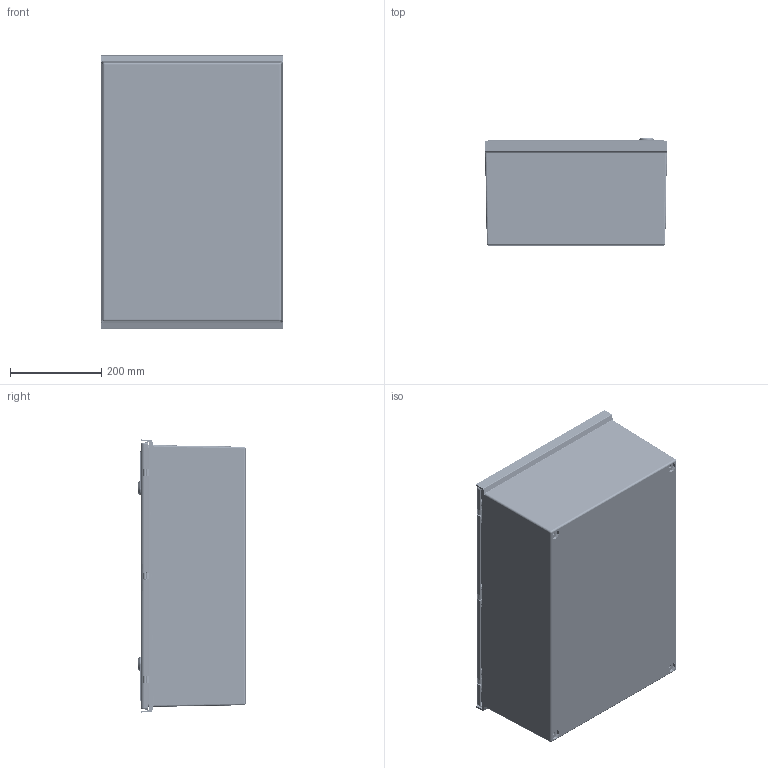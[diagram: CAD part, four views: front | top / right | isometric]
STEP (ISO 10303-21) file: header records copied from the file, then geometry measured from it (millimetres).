
FILE_DESCRIPTION((''),'2;1');
FILE_NAME('NGRW406023_NFL1_ASM','2016-11-28T',('kjell_andersson'),(''),'CREO PARAMETRIC BY PTC INC, 2015290','CREO PARAMETRIC BY PTC INC, 2015290','');
FILE_SCHEMA(('AUTOMOTIVE_DESIGN { 1 0 10303 214 1 1 1 1 }'));
Products named in the file (27): NGRP406023_BASE; CUBO_N_SCREW_4X13; HINGE_BASE; CUBO_N_HINGE_BASE_ASM; NGRW406023_LID; NGRP406023_LID_GASKET; HINGE_LID; HINGE_LID_SCREW_5X10; CUBO_N_HINGE_LID_ASM; MOUNTING_SC_SPRING_WASHER; MOUNTING_SCREW_MAIN; MOUNTING_SCREW_HEAD; MOUNTING_SC_M6_SUBASM_ASM; MOUNTING_SC_NUT_M6; MOUNTING_SCREW_M6_ASM_ASM; CUBO_N_LOCK_PART1; CUBO_N_LOCK_LATCH; CUBO_N_LOCK_PART2; CUBO_N_LOCK_FRAME; CUBO_N_LOCK_INSERT; CUBO_N_LOCK_NUT; CUBO_N_LOCK_PART4; CUBO_N_LOCK_ASM; NGRW406023_WINDOW; NGRW406023_SUB_ASM; NGRW406023_ASM; NGRW406023_NFL1_ASM
Assembly tree (38 placements, depth 6):
  NGRW406023_NFL1_ASM
    NGRW406023_ASM
      NGRW406023_SUB_ASM
        NGRP406023_BASE
        CUBO_N_HINGE_BASE_ASM  x3
          CUBO_N_SCREW_4X13
          HINGE_BASE
        NGRW406023_LID
        NGRP406023_LID_GASKET
        CUBO_N_HINGE_LID_ASM  x3
          HINGE_LID
          HINGE_LID_SCREW_5X10
        MOUNTING_SCREW_M6_ASM_ASM  x4
          MOUNTING_SC_SPRING_WASHER
          MOUNTING_SC_M6_SUBASM_ASM
            MOUNTING_SCREW_MAIN
            MOUNTING_SCREW_HEAD
          MOUNTING_SC_NUT_M6
        CUBO_N_LOCK_ASM  x2
          CUBO_N_LOCK_PART1
          CUBO_N_LOCK_LATCH
          CUBO_N_LOCK_PART2
          CUBO_N_LOCK_FRAME
          CUBO_N_SCREW_4X13
          CUBO_N_LOCK_INSERT
          CUBO_N_LOCK_NUT
          CUBO_N_LOCK_PART4
        NGRW406023_WINDOW
Bounding box: 400.66 x 235.5 x 600 mm (x, y, z)
Volume: 3092303.2 mm3; surface area: 2123212.8 mm2
Topology: 58 solids, 61 shells, 6338 faces, 15445 edges, 9010 vertices
Faces by surface type: cylinder 1860, plane 1853, cone 1416, bspline 716, torus 255, sphere 238
Entity records: 180212 total; most frequent: CARTESIAN_POINT 88744, ORIENTED_EDGE 19462, DIRECTION 16967, EDGE_CURVE 9731, AXIS2_PLACEMENT_3D 6153, VERTEX_POINT 5811, VECTOR 4661, LINE 4661
